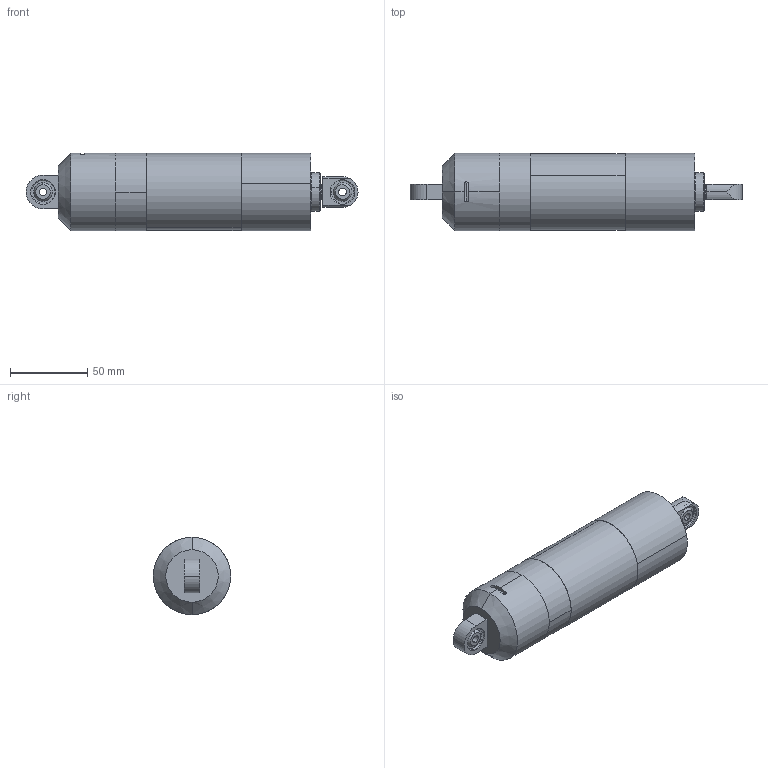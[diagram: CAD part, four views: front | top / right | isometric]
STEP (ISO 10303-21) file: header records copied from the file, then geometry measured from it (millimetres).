
FILE_DESCRIPTION (( 'STEP AP203' ), '1' );
FILE_NAME ('A-81189rev.A 蚾饜芞 SEA801-189.STEP', '2024-04-30T09:00:02', ( '' ), ( '' ), 'SwSTEP 2.0', 'SolidWorks 2016', '' );
FILE_SCHEMA (( 'CONFIG_CONTROL_DESIGN' ));
Length unit declared in the file: millimetre
Products named in the file (1): A-81189rev.A 蚾饜芞 SEA801-189
Bounding box: 214.9 x 50 x 50 mm (x, y, z)
Surface area: 42724.7 mm2 (no closed solid volume)
Topology: 0 solids, 15 shells, 120 faces, 296 edges, 203 vertices
Faces by surface type: cylinder 41, plane 34, torus 26, cone 11, sphere 8
Entity records: 3941 total; most frequent: CARTESIAN_POINT 876, DIRECTION 725, ORIENTED_EDGE 517, AXIS2_PLACEMENT_3D 328, EDGE_CURVE 296, CIRCLE 207, VERTEX_POINT 203, EDGE_LOOP 150
